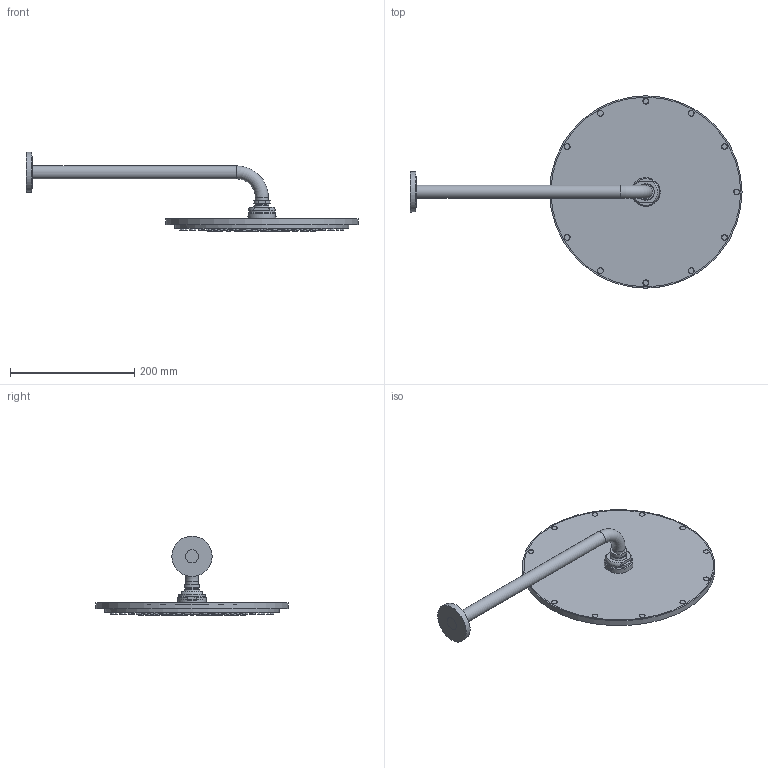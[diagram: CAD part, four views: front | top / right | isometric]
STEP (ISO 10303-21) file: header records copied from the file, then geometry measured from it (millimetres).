
FILE_DESCRIPTION(/* description */ ('Unknown'),/* implementation_level */ '2;1');
FILE_NAME(/* name */ '26056000',/* time_stamp */ '2022-09-07T04:23:22+02:00',/* author */ ('Unknown'),/* organization */ ('GROHE AG'),/* preprocessor_version */ 'ST-DEVELOPER v16.7',/* originating_system */ 'DEX',/* authorisation */ $);
FILE_SCHEMA (('AUTOMOTIVE_DESIGN {1 0 10303 214 3 1 1}'));
Length unit declared in the file: millimetre
Products named in the file (4): 26056000; id49; 100209 Headshower 310mm Bottom
Assembly tree (3 placements, depth 2):
  26056000
    26056000
    id49
    100209 Headshower 310mm Bottom
Bounding box: 535 x 310 x 128.19 mm (x, y, z)
Volume: 803734.9 mm3; surface area: 397729.3 mm2
Topology: 6 solids, 230 shells, 504 faces, 810 edges, 536 vertices
Faces by surface type: plane 240, cylinder 218, torus 26, cone 17, sphere 3
Full cylindrical faces by diameter (mm): 4 x207, 21 x4, 23 x1, 43 x1, 46 x1, 305.8 x1, 310 x1
Entity records: 11846 total; most frequent: DIRECTION 2058, CARTESIAN_POINT 1608, AXIS2_PLACEMENT_3D 1020, ORIENTED_EDGE 834, EDGE_LOOP 775, FACE_BOUND 775, EDGE_CURVE 538, VERTEX_POINT 524
